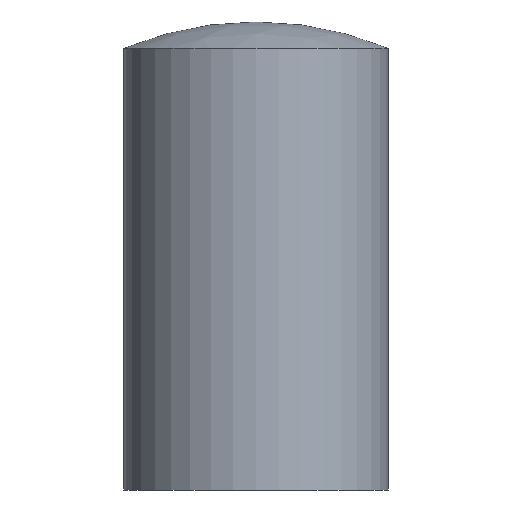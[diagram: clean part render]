
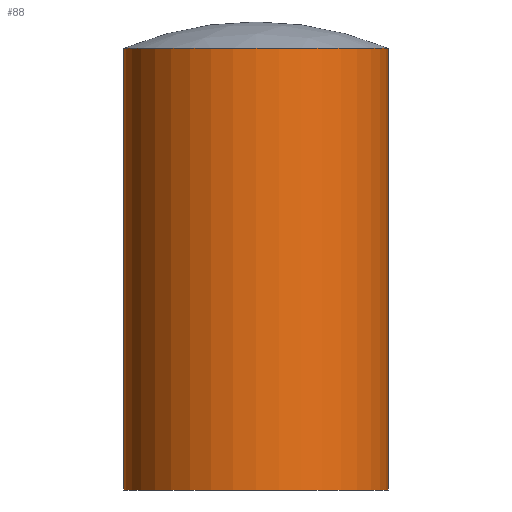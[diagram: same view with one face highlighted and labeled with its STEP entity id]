
A CAD part, front view. The second image highlights one B-rep face of the part: STEP entity #88.
In plain terms, the highlighted cylindrical face has radius 6 mm (diameter 12 mm), a partial arc.
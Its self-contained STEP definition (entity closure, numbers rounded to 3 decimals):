
#6 = EDGE_CURVE ( 'NONE', #140, #189, #185, .T. ) ;
#8 = CARTESIAN_POINT ( 'NONE',  ( -6., 0., 20. ) ) ;
#12 = EDGE_CURVE ( 'NONE', #140, #15, #196, .T. ) ;
#13 = CARTESIAN_POINT ( 'NONE',  ( -6., 0., 20. ) ) ;
#15 = VERTEX_POINT ( 'NONE', #161 ) ;
#16 = ORIENTED_EDGE ( 'NONE', *, *, #98, .T. ) ;
#24 = DIRECTION ( 'NONE',  ( 0., 0., -1. ) ) ;
#39 = CARTESIAN_POINT ( 'NONE',  ( 0., 0., 20. ) ) ;
#45 = LINE ( 'NONE', #60, #173 ) ;
#47 = DIRECTION ( 'NONE',  ( 1., 0., 0. ) ) ;
#53 = CIRCLE ( 'NONE', #193, 6. ) ;
#60 = CARTESIAN_POINT ( 'NONE',  ( 6., 0., 20. ) ) ;
#66 = AXIS2_PLACEMENT_3D ( 'NONE', #184, #168, #150 ) ;
#71 = VECTOR ( 'NONE', #24, 1000. ) ;
#76 = DIRECTION ( 'NONE',  ( 0., 0., -1. ) ) ;
#88 = ADVANCED_FACE ( 'NONE', ( #165 ), #169, .T. ) ;
#94 = AXIS2_PLACEMENT_3D ( 'NONE', #39, #159, #197 ) ;
#98 = EDGE_CURVE ( 'NONE', #15, #191, #53, .T. ) ;
#119 = ORIENTED_EDGE ( 'NONE', *, *, #6, .F. ) ;
#120 = CARTESIAN_POINT ( 'NONE',  ( 0., 0., 0. ) ) ;
#136 = CARTESIAN_POINT ( 'NONE',  ( 6., 0., 0. ) ) ;
#140 = VERTEX_POINT ( 'NONE', #13 ) ;
#150 = DIRECTION ( 'NONE',  ( -1., 0., 0. ) ) ;
#151 = ORIENTED_EDGE ( 'NONE', *, *, #12, .T. ) ;
#153 = ORIENTED_EDGE ( 'NONE', *, *, #154, .F. ) ;
#154 = EDGE_CURVE ( 'NONE', #189, #191, #45, .T. ) ;
#159 = DIRECTION ( 'NONE',  ( 0., 0., 1. ) ) ;
#161 = CARTESIAN_POINT ( 'NONE',  ( -6., 0., 0. ) ) ;
#165 = FACE_OUTER_BOUND ( 'NONE', #186, .T. ) ;
#167 = CARTESIAN_POINT ( 'NONE',  ( 6., 0., 20. ) ) ;
#168 = DIRECTION ( 'NONE',  ( 0., 0., -1. ) ) ;
#169 = CYLINDRICAL_SURFACE ( 'NONE', #66, 6. ) ;
#173 = VECTOR ( 'NONE', #76, 1000. ) ;
#184 = CARTESIAN_POINT ( 'NONE',  ( 0., 0., 20. ) ) ;
#185 = CIRCLE ( 'NONE', #94, 6. ) ;
#186 = EDGE_LOOP ( 'NONE', ( #153, #119, #151, #16 ) ) ;
#189 = VERTEX_POINT ( 'NONE', #167 ) ;
#191 = VERTEX_POINT ( 'NONE', #136 ) ;
#193 = AXIS2_PLACEMENT_3D ( 'NONE', #120, #200, #47 ) ;
#196 = LINE ( 'NONE', #8, #71 ) ;
#197 = DIRECTION ( 'NONE',  ( 1., 0., 0. ) ) ;
#200 = DIRECTION ( 'NONE',  ( 0., 0., 1. ) ) ;
